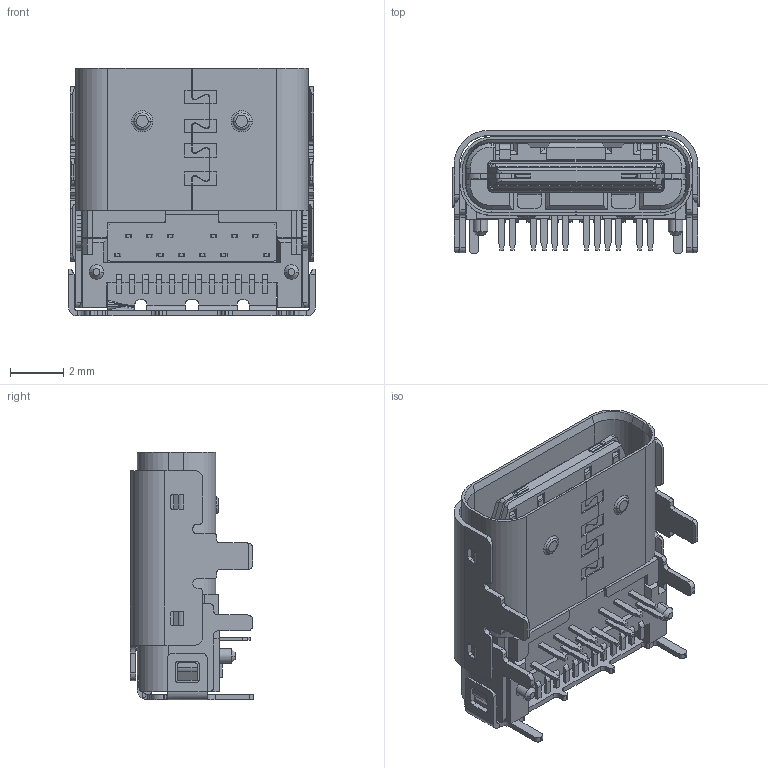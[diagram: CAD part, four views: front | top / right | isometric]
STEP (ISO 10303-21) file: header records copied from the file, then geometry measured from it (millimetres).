
FILE_DESCRIPTION(('CoCreate Modeling STEP Export'),'2;1');
FILE_NAME('前插后贴带上盖无缺口.stp','2016-12-30T11:40:48',(''),(''),'CoCreate Modeling STEP processor for AP214 (Solid Model)','CoCreate Modeling 16.00 13-May-2008 (C) Parametric Technology GmbH','');
FILE_SCHEMA(('AUTOMOTIVE_DESIGN { 1 0 10303 214 1 1 1 1 }'));
Products named in the file (2): MD件
Assembly tree (1 placements, depth 2):
  MD件
    MD件
Bounding box: 9.3 x 4.64 x 9.34 mm (x, y, z)
Surface area: 1103.5 mm2 (no closed solid volume)
Topology: 0 solids, 33 shells, 2404 faces, 6784 edges, 4409 vertices
Faces by surface type: plane 1781, cylinder 579, cone 32, torus 8, bspline 4
Entity records: 75386 total; most frequent: ORIENTED_EDGE 13587, CARTESIAN_POINT 13375, DIRECTION 11530, EDGE_CURVE 6790, VECTOR 5082, LINE 5082, VERTEX_POINT 4409, AXIS2_PLACEMENT_3D 3224
